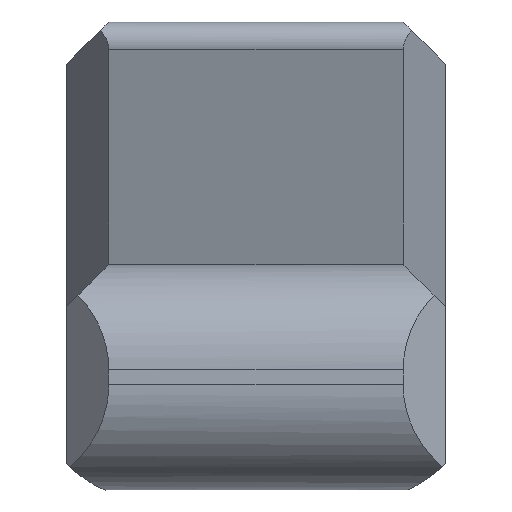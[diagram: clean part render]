
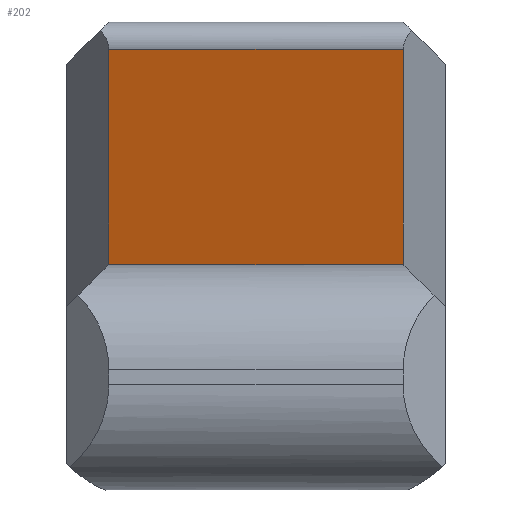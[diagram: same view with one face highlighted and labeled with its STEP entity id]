
A CAD part, top view. The second image highlights one B-rep face of the part: STEP entity #202.
In plain terms, the highlighted planar face has unit normal (0, -0.3, 0.954).
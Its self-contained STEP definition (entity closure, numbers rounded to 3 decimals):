
#163=CARTESIAN_POINT('',(9.,323.722,-80.998));
#164=DIRECTION('',(0.,0.3,-0.954));
#165=DIRECTION('',(0.,0.954,0.3));
#166=AXIS2_PLACEMENT_3D('',#163,#164,#165);
#167=PLANE('',#166);
#168=CARTESIAN_POINT('',(7.,317.944,-82.814));
#169=VERTEX_POINT('',#168);
#170=CARTESIAN_POINT('',(7.,328.2,-79.59));
#171=VERTEX_POINT('',#170);
#172=CARTESIAN_POINT('',(7.,317.944,-82.814));
#173=DIRECTION('',(0.,0.954,0.3));
#174=VECTOR('',#173,10.75);
#175=LINE('',#172,#174);
#176=EDGE_CURVE('',#169,#171,#175,.T.);
#177=ORIENTED_EDGE('',*,*,#176,.T.);
#178=CARTESIAN_POINT('',(-7.,328.2,-79.59));
#179=VERTEX_POINT('',#178);
#180=CARTESIAN_POINT('',(7.,328.2,-79.59));
#181=DIRECTION('',(-1.,-0.,0.));
#182=VECTOR('',#181,14.);
#183=LINE('',#180,#182);
#184=EDGE_CURVE('',#171,#179,#183,.T.);
#185=ORIENTED_EDGE('',*,*,#184,.T.);
#186=CARTESIAN_POINT('',(-7.,317.944,-82.814));
#187=VERTEX_POINT('',#186);
#188=CARTESIAN_POINT('',(-7.,328.2,-79.59));
#189=DIRECTION('',(-0.,-0.954,-0.3));
#190=VECTOR('',#189,10.75);
#191=LINE('',#188,#190);
#192=EDGE_CURVE('',#179,#187,#191,.T.);
#193=ORIENTED_EDGE('',*,*,#192,.T.);
#194=CARTESIAN_POINT('',(7.,317.944,-82.814));
#195=DIRECTION('',(-1.,-0.,0.));
#196=VECTOR('',#195,14.);
#197=LINE('',#194,#196);
#198=EDGE_CURVE('',#169,#187,#197,.T.);
#199=ORIENTED_EDGE('',*,*,#198,.F.);
#200=EDGE_LOOP('',(#177,#185,#193,#199));
#201=FACE_BOUND('',#200,.T.);
#202=ADVANCED_FACE('',(#201),#167,.F.);
